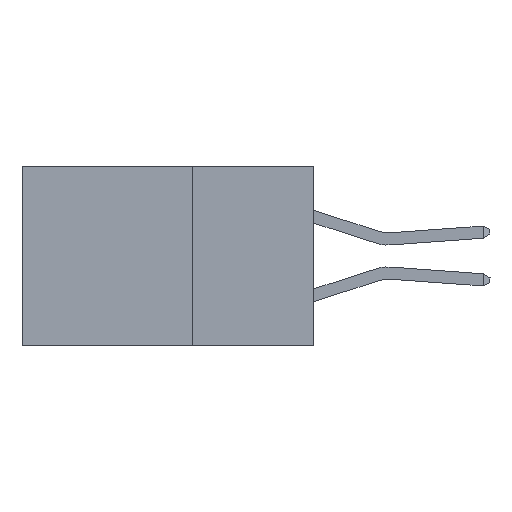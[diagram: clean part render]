
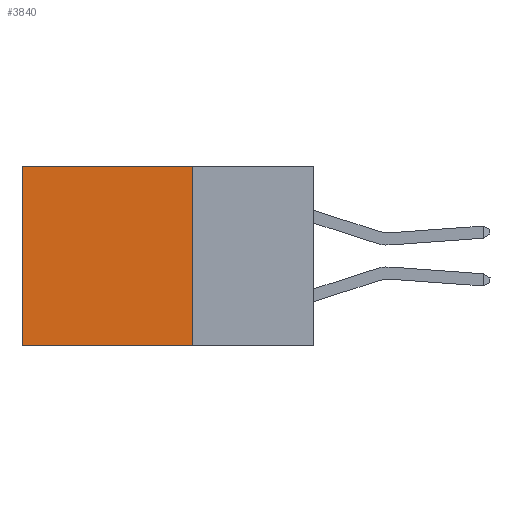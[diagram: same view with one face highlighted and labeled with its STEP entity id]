
A CAD part, left-side view. The second image highlights one B-rep face of the part: STEP entity #3840.
In plain terms, the highlighted planar face has unit normal (-1, 0, 0).
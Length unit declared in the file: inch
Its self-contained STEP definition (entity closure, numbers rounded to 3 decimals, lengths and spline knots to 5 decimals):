
#134 = VERTEX_POINT ( 'NONE', #22049 ) ;
#599 = DIRECTION ( 'NONE',  ( 0., 0., -1. ) ) ;
#2533 = CARTESIAN_POINT ( 'NONE',  ( 0.2875, 0.25, 0. ) ) ;
#2614 = DIRECTION ( 'NONE',  ( 1., 0., 0. ) ) ;
#3112 = CARTESIAN_POINT ( 'NONE',  ( 0.2875, 0.6, 0. ) ) ;
#3356 = EDGE_CURVE ( 'NONE', #21370, #4311, #18111, .T. ) ;
#3501 = EDGE_CURVE ( 'NONE', #11027, #134, #11263, .T. ) ;
#3840 = ADVANCED_FACE ( 'NONE', ( #8378 ), #22632, .F. ) ;
#4311 = VERTEX_POINT ( 'NONE', #14922 ) ;
#6164 = ORIENTED_EDGE ( 'NONE', *, *, #3501, .T. ) ;
#6786 = DIRECTION ( 'NONE',  ( 0., 1., 0. ) ) ;
#7548 = ORIENTED_EDGE ( 'NONE', *, *, #9712, .T. ) ;
#7552 = VECTOR ( 'NONE', #16733, 39.37008 ) ;
#7811 = AXIS2_PLACEMENT_3D ( 'NONE', #2533, #2614, #599 ) ;
#8378 = FACE_OUTER_BOUND ( 'NONE', #19255, .T. ) ;
#8493 = CARTESIAN_POINT ( 'NONE',  ( 0.2875, 0.25, -0.37 ) ) ;
#8622 = LINE ( 'NONE', #18545, #23822 ) ;
#8749 = CARTESIAN_POINT ( 'NONE',  ( 0.2875, 0.6, 0. ) ) ;
#9584 = DIRECTION ( 'NONE',  ( 0., 1., 0. ) ) ;
#9623 = CARTESIAN_POINT ( 'NONE',  ( 0.2875, 0.25, 0. ) ) ;
#9712 = EDGE_CURVE ( 'NONE', #21370, #11027, #8622, .T. ) ;
#11027 = VERTEX_POINT ( 'NONE', #3112 ) ;
#11263 = LINE ( 'NONE', #8749, #12666 ) ;
#11503 = ORIENTED_EDGE ( 'NONE', *, *, #3356, .F. ) ;
#12361 = EDGE_CURVE ( 'NONE', #4311, #134, #14210, .T. ) ;
#12512 = CARTESIAN_POINT ( 'NONE',  ( 0.2875, 0.25, 0. ) ) ;
#12666 = VECTOR ( 'NONE', #14302, 39.37008 ) ;
#14210 = LINE ( 'NONE', #8493, #22576 ) ;
#14302 = DIRECTION ( 'NONE',  ( 0., 0., -1. ) ) ;
#14922 = CARTESIAN_POINT ( 'NONE',  ( 0.2875, 0.25, -0.37 ) ) ;
#16733 = DIRECTION ( 'NONE',  ( 0., 0., -1. ) ) ;
#18111 = LINE ( 'NONE', #9623, #7552 ) ;
#18545 = CARTESIAN_POINT ( 'NONE',  ( 0.2875, 0.25, 0. ) ) ;
#18963 = ORIENTED_EDGE ( 'NONE', *, *, #12361, .F. ) ;
#19255 = EDGE_LOOP ( 'NONE', ( #6164, #18963, #11503, #7548 ) ) ;
#21370 = VERTEX_POINT ( 'NONE', #12512 ) ;
#22049 = CARTESIAN_POINT ( 'NONE',  ( 0.2875, 0.6, -0.37 ) ) ;
#22576 = VECTOR ( 'NONE', #6786, 39.37008 ) ;
#22632 = PLANE ( 'NONE',  #7811 ) ;
#23822 = VECTOR ( 'NONE', #9584, 39.37008 ) ;
